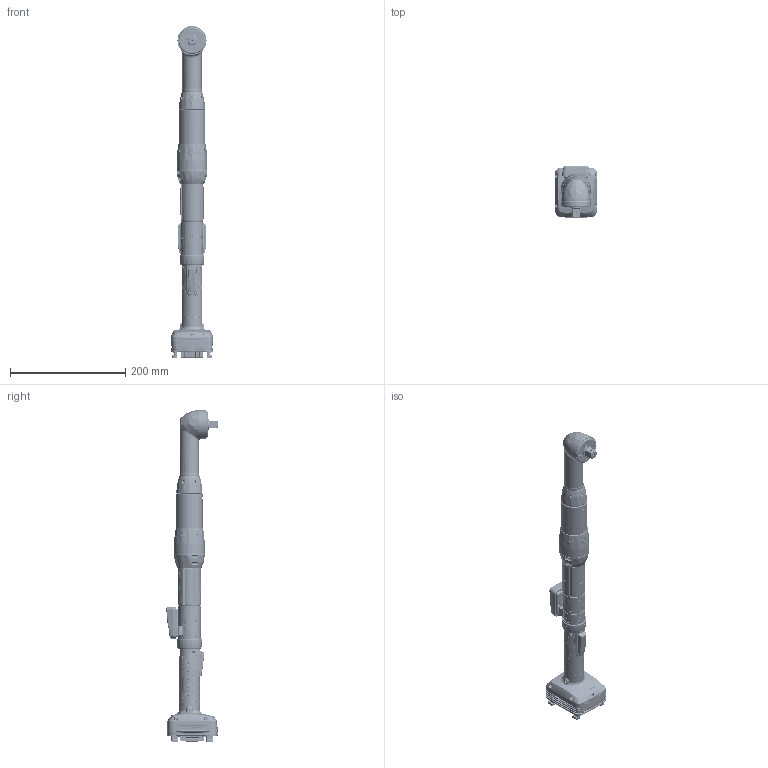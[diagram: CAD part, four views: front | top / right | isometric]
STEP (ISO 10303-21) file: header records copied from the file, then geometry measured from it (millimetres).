
FILE_DESCRIPTION((''),'2;1');
FILE_NAME('EXT_COMP_SW0009','2023-01-01T19:39:52',('INEdipo'),(''),'CREO PARAMETRIC BY PTC INC, 2020281','CREO PARAMETRIC BY PTC INC, 2020281','');
FILE_SCHEMA(('CONFIG_CONTROL_DESIGN'));
Products named in the file (1): EXT_COMP_SW0009
Bounding box: 74.44 x 89.58 x 576.45 mm (x, y, z)
Volume: 765506.9 mm3; surface area: 208977.2 mm2
Topology: 13 solids, 20 shells, 11650 faces, 30171 edges, 18941 vertices
Faces by surface type: plane 4312, cylinder 2577, bspline 2493, extrusion 1438, cone 303, torus 273, sphere 235, revolution 19
Entity records: 512379 total; most frequent: CARTESIAN_POINT 256249, ORIENTED_EDGE 60260, DIRECTION 41055, EDGE_CURVE 30130, VERTEX_POINT 18941, VECTOR 14564, AXIS2_PLACEMENT_3D 13236, LINE 13126
